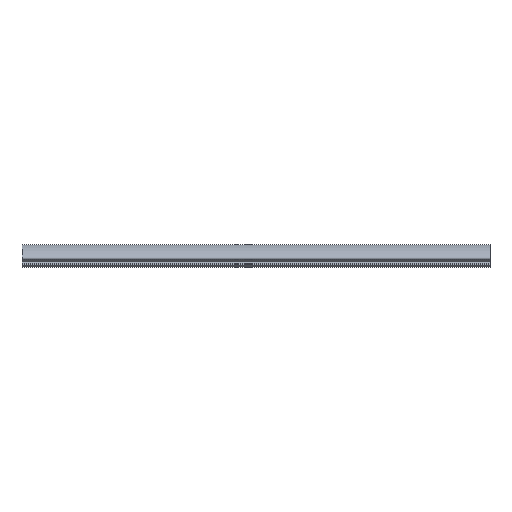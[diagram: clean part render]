
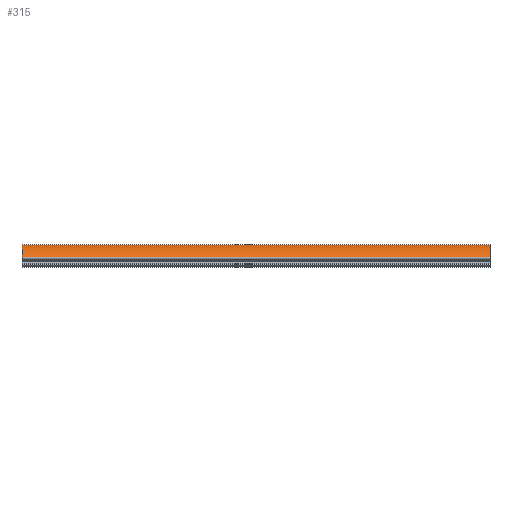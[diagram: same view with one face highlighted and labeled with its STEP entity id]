
A CAD part, top view. The second image highlights one B-rep face of the part: STEP entity #315.
In plain terms, the highlighted cylindrical face has radius 60 mm (diameter 120 mm), a partial arc.
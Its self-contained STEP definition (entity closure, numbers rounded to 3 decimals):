
#315=ADVANCED_FACE('',(#643),#644,.T.);
#643=FACE_OUTER_BOUND('',#989,.T.);
#644=CYLINDRICAL_SURFACE('',#990,60.);
#989=EDGE_LOOP('',(#1779,#1780,#1781,#1782));
#990=AXIS2_PLACEMENT_3D('',#1783,#1784,#1785);
#1779=ORIENTED_EDGE('',*,*,#2509,.T.);
#1780=ORIENTED_EDGE('',*,*,#2510,.F.);
#1781=ORIENTED_EDGE('',*,*,#2511,.T.);
#1782=ORIENTED_EDGE('',*,*,#2506,.T.);
#1783=CARTESIAN_POINT('',(1000.0,-34.641,-20.));
#1784=DIRECTION('',(-1.0,0.0,0.0));
#1785=DIRECTION('',(0.0,0.545,0.839));
#2506=EDGE_CURVE('',#3122,#3120,#3123,.T.);
#2509=EDGE_CURVE('',#3120,#3126,#3127,.T.);
#2510=EDGE_CURVE('',#3128,#3126,#3129,.T.);
#2511=EDGE_CURVE('',#3128,#3122,#3130,.T.);
#3120=VERTEX_POINT('',#4003);
#3122=VERTEX_POINT('',#4005);
#3123=LINE('',#4006,#4007);
#3126=VERTEX_POINT('',#4010);
#3127=CIRCLE('',#4011,60.);
#3128=VERTEX_POINT('',#4012);
#3129=LINE('',#4013,#4014);
#3130=CIRCLE('',#4015,60.);
#4003=CARTESIAN_POINT('',(0.0,25.276,-16.842));
#4005=CARTESIAN_POINT('',(1000.0,25.276,-16.842));
#4006=CARTESIAN_POINT('',(1000.0,25.276,-16.842));
#4007=VECTOR('',#4507,1.0);
#4010=CARTESIAN_POINT('',(0.0,-1.948,30.311));
#4011=AXIS2_PLACEMENT_3D('',#4511,#4512,#4513);
#4012=CARTESIAN_POINT('',(1000.0,-1.948,30.311));
#4013=CARTESIAN_POINT('',(1000.0,-1.948,30.311));
#4014=VECTOR('',#4514,1.0);
#4015=AXIS2_PLACEMENT_3D('',#4515,#4516,#4517);
#4507=DIRECTION('',(-1.0,0.0,0.0));
#4511=CARTESIAN_POINT('',(0.0,-34.641,-20.));
#4512=DIRECTION('',(1.0,0.0,-0.0));
#4513=DIRECTION('',(0.0,0.545,0.839));
#4514=DIRECTION('',(-1.0,0.0,0.0));
#4515=CARTESIAN_POINT('',(1000.0,-34.641,-20.));
#4516=DIRECTION('',(-1.0,0.0,0.0));
#4517=DIRECTION('',(0.0,0.545,0.839));
